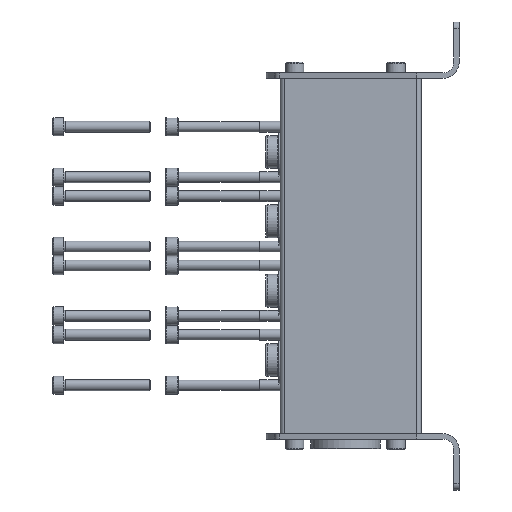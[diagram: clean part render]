
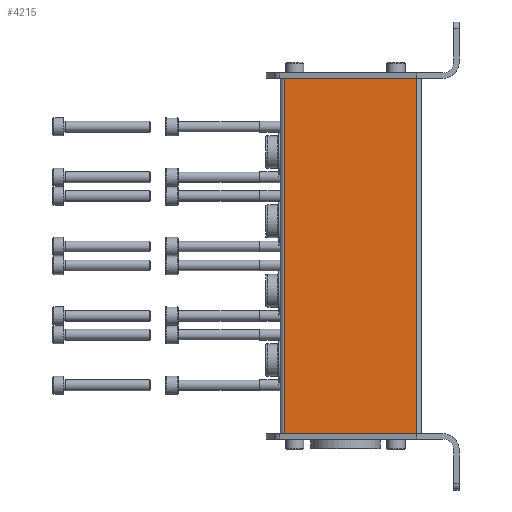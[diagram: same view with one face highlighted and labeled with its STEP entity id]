
A CAD part, left-side view. The second image highlights one B-rep face of the part: STEP entity #4215.
In plain terms, the highlighted planar face has unit normal (-1, 0, 0).
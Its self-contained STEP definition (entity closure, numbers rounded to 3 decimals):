
#256=LINE('',#6709,#494);
#257=LINE('',#6712,#495);
#258=LINE('',#6714,#496);
#259=LINE('',#6716,#497);
#494=VECTOR('',#5196,1000.);
#495=VECTOR('',#5197,1000.);
#496=VECTOR('',#5198,1000.);
#497=VECTOR('',#5199,1000.);
#732=PLANE('',#4591);
#1131=ORIENTED_EDGE('',*,*,#2213,.F.);
#1132=ORIENTED_EDGE('',*,*,#2214,.F.);
#1133=ORIENTED_EDGE('',*,*,#2215,.T.);
#1134=ORIENTED_EDGE('',*,*,#2216,.T.);
#2213=EDGE_CURVE('',#2754,#2755,#256,.T.);
#2214=EDGE_CURVE('',#2756,#2754,#257,.T.);
#2215=EDGE_CURVE('',#2756,#2757,#258,.T.);
#2216=EDGE_CURVE('',#2757,#2755,#259,.T.);
#2754=VERTEX_POINT('',#6710);
#2755=VERTEX_POINT('',#6711);
#2756=VERTEX_POINT('',#6713);
#2757=VERTEX_POINT('',#6715);
#3195=EDGE_LOOP('',(#1131,#1132,#1133,#1134));
#3649=FACE_BOUND('',#3195,.T.);
#4215=ADVANCED_FACE('',(#3649),#732,.T.);
#4591=AXIS2_PLACEMENT_3D('',#6708,#5194,#5195);
#5194=DIRECTION('',(-1.,0.,0.));
#5195=DIRECTION('',(0.,0.,1.));
#5196=DIRECTION('',(0.,-1.,0.));
#5197=DIRECTION('',(0.,0.,1.));
#5198=DIRECTION('',(0.,-1.,0.));
#5199=DIRECTION('',(0.,0.,1.));
#6708=CARTESIAN_POINT('',(-17.,28.,-164.));
#6709=CARTESIAN_POINT('',(-17.,28.,0.));
#6710=CARTESIAN_POINT('',(-17.,28.,0.));
#6711=CARTESIAN_POINT('',(-17.,-33.,0.));
#6712=CARTESIAN_POINT('',(-17.,28.,-164.));
#6713=CARTESIAN_POINT('',(-17.,28.,-164.));
#6714=CARTESIAN_POINT('',(-17.,28.,-164.));
#6715=CARTESIAN_POINT('',(-17.,-33.,-164.));
#6716=CARTESIAN_POINT('',(-17.,-33.,-164.));
